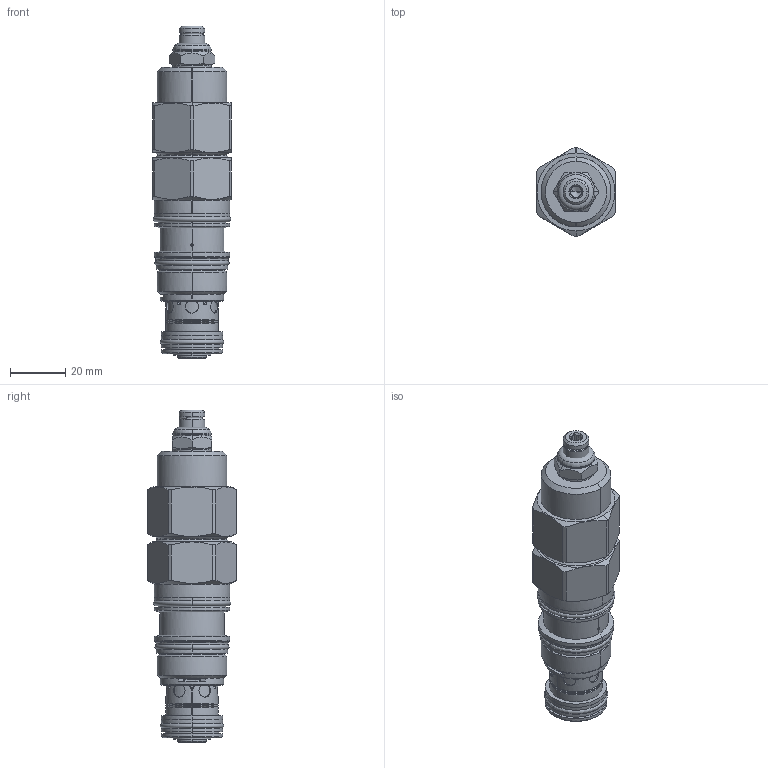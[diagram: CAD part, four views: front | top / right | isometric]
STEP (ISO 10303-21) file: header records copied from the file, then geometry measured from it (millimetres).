
FILE_DESCRIPTION((''),'2;1');
FILE_NAME('CAEALHN_SW_PRT','2020-09-11T',('charlief'),(''),'PRO/ENGINEER BY PARAMETRIC TECHNOLOGY CORPORATION, 2016010','PRO/ENGINEER BY PARAMETRIC TECHNOLOGY CORPORATION, 2016010','');
FILE_SCHEMA(('CONFIG_CONTROL_DESIGN'));
Products named in the file (1): CAEALHN_SW_PRT
Bounding box: 28.57 x 32.21 x 120.17 mm (x, y, z)
Surface area: 19450.3 mm2 (no closed solid volume)
Topology: 0 solids, 0 shells, 341 faces, 1636 edges, 1616 vertices
Faces by surface type: bspline 303, torus 37, sphere 1
Entity records: 76145 total; most frequent: CARTESIAN_POINT 62045, DIRECTION 2220, TRIMMED_CURVE 1769, DEFINITIONAL_REPRESENTATION 1598, PCURVE 1598, COMPOSITE_CURVE_SEGMENT 1598, VECTOR 1394, LINE 1394
